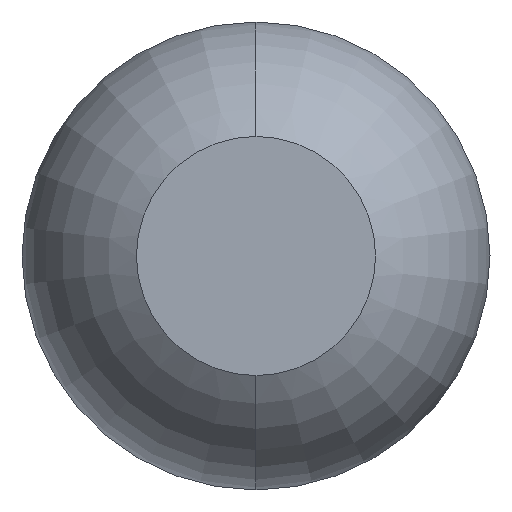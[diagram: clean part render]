
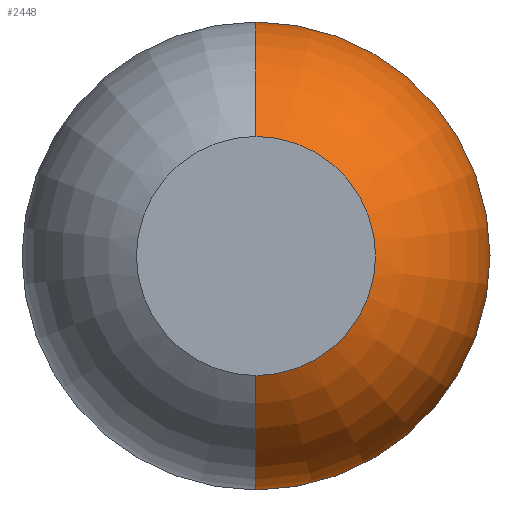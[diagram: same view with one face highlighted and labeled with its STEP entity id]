
A CAD part, front view. The second image highlights one B-rep face of the part: STEP entity #2448.
In plain terms, the highlighted toroidal (fillet/blend) face has major radius 0.035 mm and minor radius 0.65 mm.
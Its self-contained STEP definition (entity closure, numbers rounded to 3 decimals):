
#176 = DIRECTION ( 'NONE',  ( 0., 0., 1. ) ) ;
#417 = CARTESIAN_POINT ( 'NONE',  ( 0., -24.431, 0. ) ) ;
#935 = AXIS2_PLACEMENT_3D ( 'NONE', #2637, #1310, #1634 ) ;
#1119 = EDGE_LOOP ( 'NONE', ( #2499, #2889, #1386, #3795 ) ) ;
#1138 = EDGE_CURVE ( 'NONE', #4151, #2823, #3549, .T. ) ;
#1173 = AXIS2_PLACEMENT_3D ( 'NONE', #2161, #2496, #176 ) ;
#1310 = DIRECTION ( 'NONE',  ( 0., -1., 0. ) ) ;
#1386 = ORIENTED_EDGE ( 'NONE', *, *, #1935, .F. ) ;
#1544 = VERTEX_POINT ( 'NONE', #3076 ) ;
#1634 = DIRECTION ( 'NONE',  ( 0., 0., -1. ) ) ;
#1656 = EDGE_CURVE ( 'Defeature ausgef�hrt2_4+Defeature ausgef�hrt2_5+Defeature ausgef�hrt2_5+Defeature ausgef�hrt2_5', #4151, #1544, #2689, .T. ) ;
#1836 = CARTESIAN_POINT ( 'NONE',  ( 0., -25., -0.35 ) ) ;
#1887 = CARTESIAN_POINT ( 'NONE',  ( 0., -24.431, 0. ) ) ;
#1912 = AXIS2_PLACEMENT_3D ( 'NONE', #417, #2710, #3036 ) ;
#1935 = EDGE_CURVE ( 'Defeature ausgef�hrt2_13+Defeature ausgef�hrt2_4+Defeature ausgef�hrt2_4+Defeature ausgef�hrt2_4', #2823, #3378, #2944, .T. ) ;
#2161 = CARTESIAN_POINT ( 'NONE',  ( 0., -24.431, -0.035 ) ) ;
#2202 = AXIS2_PLACEMENT_3D ( 'NONE', #1887, #2916, #3601 ) ;
#2245 = CARTESIAN_POINT ( 'NONE',  ( 0., -24.431, 0.035 ) ) ;
#2326 = CARTESIAN_POINT ( 'NONE',  ( 0., -24.431, -0.685 ) ) ;
#2448 = ADVANCED_FACE ( 'Defeature ausgef�hrt2_4', ( #2539 ), #4001, .T. ) ;
#2496 = DIRECTION ( 'NONE',  ( -1., 0., 0. ) ) ;
#2499 = ORIENTED_EDGE ( 'NONE', *, *, #1656, .T. ) ;
#2539 = FACE_OUTER_BOUND ( 'NONE', #1119, .T. ) ;
#2637 = CARTESIAN_POINT ( 'NONE',  ( 0., -25., 0. ) ) ;
#2689 = CIRCLE ( 'NONE', #2202, 0.685 ) ;
#2710 = DIRECTION ( 'NONE',  ( 0., -1., 0. ) ) ;
#2823 = VERTEX_POINT ( 'NONE', #1836 ) ;
#2889 = ORIENTED_EDGE ( 'NONE', *, *, #3480, .T. ) ;
#2916 = DIRECTION ( 'NONE',  ( 0., -1., 0. ) ) ;
#2944 = CIRCLE ( 'NONE', #935, 0.35 ) ;
#2974 = AXIS2_PLACEMENT_3D ( 'NONE', #2245, #3584, #3202 ) ;
#3036 = DIRECTION ( 'NONE',  ( 0., 0., -1. ) ) ;
#3076 = CARTESIAN_POINT ( 'NONE',  ( 0., -24.431, 0.685 ) ) ;
#3202 = DIRECTION ( 'NONE',  ( 0., 0., -1. ) ) ;
#3357 = CIRCLE ( 'NONE', #2974, 0.65 ) ;
#3378 = VERTEX_POINT ( 'NONE', #4063 ) ;
#3480 = EDGE_CURVE ( 'NONE', #1544, #3378, #3357, .T. ) ;
#3549 = CIRCLE ( 'NONE', #1173, 0.65 ) ;
#3584 = DIRECTION ( 'NONE',  ( 1., 0., 0. ) ) ;
#3601 = DIRECTION ( 'NONE',  ( 0., 0., -1. ) ) ;
#3795 = ORIENTED_EDGE ( 'NONE', *, *, #1138, .F. ) ;
#4001 = TOROIDAL_SURFACE ( 'NONE', #1912, 0.035, 0.65 ) ;
#4063 = CARTESIAN_POINT ( 'NONE',  ( 0., -25., 0.35 ) ) ;
#4151 = VERTEX_POINT ( 'NONE', #2326 ) ;
